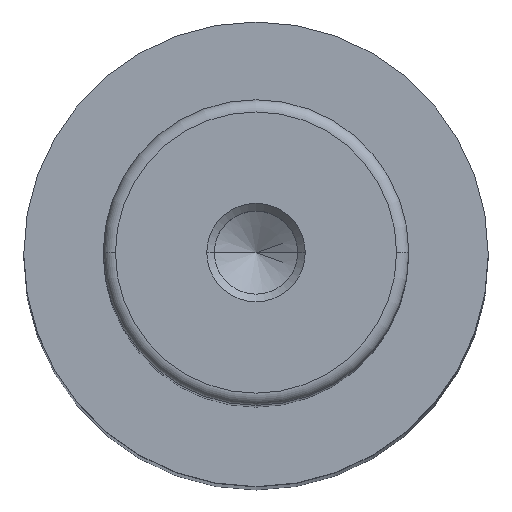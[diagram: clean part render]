
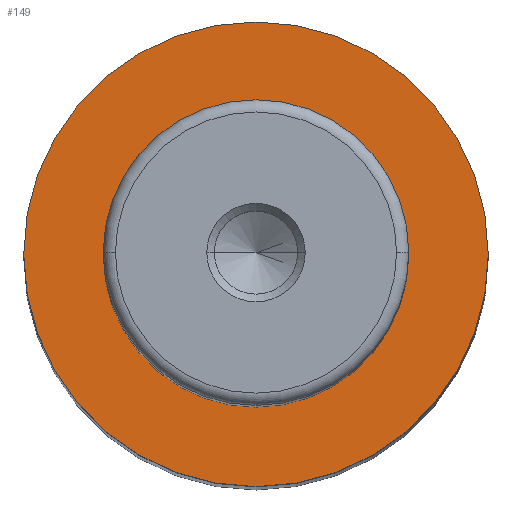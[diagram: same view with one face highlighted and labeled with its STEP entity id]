
A CAD part, top view. The second image highlights one B-rep face of the part: STEP entity #149.
In plain terms, the highlighted planar face has unit normal (0, 0, 1).
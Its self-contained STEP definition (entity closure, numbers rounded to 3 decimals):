
#7 = DIRECTION ( 'NONE',  ( -1., 0., 0. ) ) ;
#14 = AXIS2_PLACEMENT_3D ( 'NONE', #310, #1072, #415 ) ;
#33 = CARTESIAN_POINT ( 'NONE',  ( 0., 0., 158. ) ) ;
#122 = CARTESIAN_POINT ( 'NONE',  ( 0., 0., 158. ) ) ;
#149 = ADVANCED_FACE ( 'NONE', ( #1185, #726 ), #961, .T. ) ;
#175 = VERTEX_POINT ( 'NONE', #883 ) ;
#181 = CIRCLE ( 'NONE', #490, 12.5 ) ;
#247 = AXIS2_PLACEMENT_3D ( 'NONE', #298, #844, #7 ) ;
#275 = ORIENTED_EDGE ( 'NONE', *, *, #816, .F. ) ;
#292 = VERTEX_POINT ( 'NONE', #428 ) ;
#298 = CARTESIAN_POINT ( 'NONE',  ( 0., 0., 158. ) ) ;
#310 = CARTESIAN_POINT ( 'NONE',  ( 0., 0., 158. ) ) ;
#314 = DIRECTION ( 'NONE',  ( 0., 0., -1. ) ) ;
#395 = DIRECTION ( 'NONE',  ( -1., 0., 0. ) ) ;
#403 = CARTESIAN_POINT ( 'NONE',  ( -12.5, 0., 158. ) ) ;
#415 = DIRECTION ( 'NONE',  ( -1., 0., 0. ) ) ;
#428 = CARTESIAN_POINT ( 'NONE',  ( 19., 0., 158. ) ) ;
#466 = CARTESIAN_POINT ( 'NONE',  ( -19., 0., 158. ) ) ;
#470 = EDGE_CURVE ( 'NONE', #676, #292, #733, .T. ) ;
#485 = DIRECTION ( 'NONE',  ( 1., 0., 0. ) ) ;
#490 = AXIS2_PLACEMENT_3D ( 'NONE', #33, #314, #1064 ) ;
#556 = AXIS2_PLACEMENT_3D ( 'NONE', #403, #679, #485 ) ;
#609 = EDGE_LOOP ( 'NONE', ( #1078, #838 ) ) ;
#670 = CIRCLE ( 'NONE', #1204, 12.5 ) ;
#676 = VERTEX_POINT ( 'NONE', #466 ) ;
#679 = DIRECTION ( 'NONE',  ( 0., 0., 1. ) ) ;
#692 = EDGE_CURVE ( 'NONE', #1028, #175, #670, .T. ) ;
#726 = FACE_OUTER_BOUND ( 'NONE', #1088, .T. ) ;
#733 = CIRCLE ( 'NONE', #247, 19. ) ;
#813 = CIRCLE ( 'NONE', #14, 19. ) ;
#816 = EDGE_CURVE ( 'NONE', #292, #676, #813, .T. ) ;
#838 = ORIENTED_EDGE ( 'NONE', *, *, #993, .T. ) ;
#844 = DIRECTION ( 'NONE',  ( 0., 0., -1. ) ) ;
#883 = CARTESIAN_POINT ( 'NONE',  ( 12.5, 0., 158. ) ) ;
#961 = PLANE ( 'NONE',  #556 ) ;
#993 = EDGE_CURVE ( 'NONE', #175, #1028, #181, .T. ) ;
#1028 = VERTEX_POINT ( 'NONE', #1155 ) ;
#1043 = DIRECTION ( 'NONE',  ( 0., 0., -1. ) ) ;
#1064 = DIRECTION ( 'NONE',  ( -1., 0., 0. ) ) ;
#1072 = DIRECTION ( 'NONE',  ( 0., 0., -1. ) ) ;
#1078 = ORIENTED_EDGE ( 'NONE', *, *, #692, .T. ) ;
#1088 = EDGE_LOOP ( 'NONE', ( #1201, #275 ) ) ;
#1155 = CARTESIAN_POINT ( 'NONE',  ( -12.5, 0., 158. ) ) ;
#1185 = FACE_BOUND ( 'NONE', #609, .T. ) ;
#1201 = ORIENTED_EDGE ( 'NONE', *, *, #470, .F. ) ;
#1204 = AXIS2_PLACEMENT_3D ( 'NONE', #122, #1043, #395 ) ;
